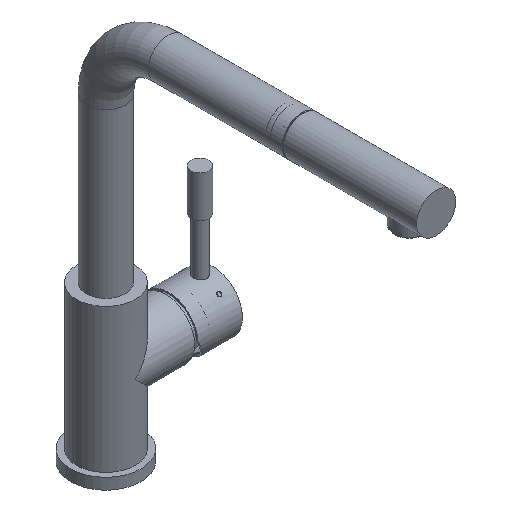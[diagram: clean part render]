
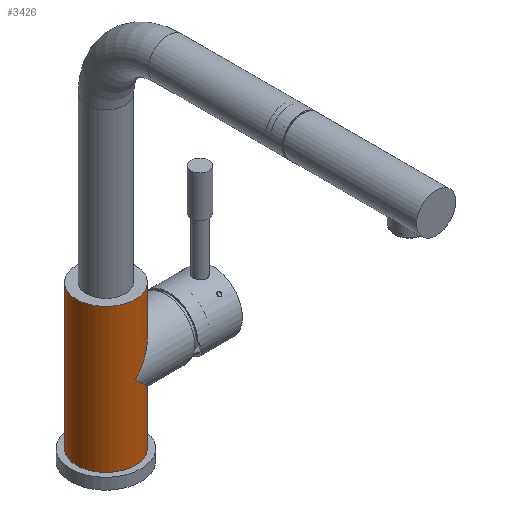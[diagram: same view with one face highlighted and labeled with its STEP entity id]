
A CAD part, isometric view. The second image highlights one B-rep face of the part: STEP entity #3426.
In plain terms, the highlighted cylindrical face has radius 22.5 mm (diameter 45 mm), a full revolution.
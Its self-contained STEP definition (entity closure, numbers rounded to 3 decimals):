
#162=FACE_BOUND('',#998,.T.);
#163=FACE_BOUND('',#999,.T.);
#196=ELLIPSE('',#3761,31.82,22.5);
#197=ELLIPSE('',#3762,31.82,22.5);
#198=ELLIPSE('',#3763,31.82,22.5);
#206=LINE('',#5432,#435);
#435=VECTOR('',#4229,22.5);
#663=B_SPLINE_CURVE_WITH_KNOTS('',3,(#5361,#5362,#5363,#5364,#5365,#5366,
#5367,#5368,#5369,#5370,#5371,#5372,#5373,#5374,#5375,#5376,#5377,#5378,
#5379,#5380,#5381,#5382,#5383,#5384,#5385,#5386,#5387,#5388,#5389,#5390,
#5391,#5392,#5393,#5394),.UNSPECIFIED.,.T.,.F.,(4,2,2,2,2,2,2,2,2,2,2,2,
2,2,2,2,4),(0.,0.075,0.151,0.226,0.302,
0.377,0.452,0.528,0.603,
0.678,0.754,0.829,0.905,
0.98,1.055,1.131,1.206),
 .UNSPECIFIED.);
#665=B_SPLINE_CURVE_WITH_KNOTS('',3,(#5437,#5438,#5439,#5440,#5441,#5442),
 .UNSPECIFIED.,.F.,.F.,(4,1,1,4),(0.,0.333,0.667,1.),
 .UNSPECIFIED.);
#666=B_SPLINE_CURVE_WITH_KNOTS('',3,(#5446,#5447,#5448,#5449,#5450,#5451),
 .UNSPECIFIED.,.F.,.F.,(4,1,1,4),(0.,0.333,0.667,1.),
 .UNSPECIFIED.);
#720=CYLINDRICAL_SURFACE('',#3760,22.5);
#799=FACE_OUTER_BOUND('',#997,.T.);
#997=EDGE_LOOP('',(#2331,#2332,#2333,#2334));
#998=EDGE_LOOP('',(#2335,#2336,#2337,#2338,#2339));
#999=EDGE_LOOP('',(#2340));
#1225=CIRCLE('',#3754,22.5);
#1227=CIRCLE('',#3758,22.5);
#1449=VERTEX_POINT('',#5351);
#1451=VERTEX_POINT('',#5357);
#1452=VERTEX_POINT('',#5360);
#1454=VERTEX_POINT('',#5433);
#1455=VERTEX_POINT('',#5434);
#1456=VERTEX_POINT('',#5436);
#1457=VERTEX_POINT('',#5443);
#1458=VERTEX_POINT('',#5445);
#1799=EDGE_CURVE('',#1449,#1449,#1225,.T.);
#1801=EDGE_CURVE('',#1451,#1451,#1227,.T.);
#1802=EDGE_CURVE('',#1452,#1452,#663,.T.);
#1805=EDGE_CURVE('',#1449,#1451,#206,.T.);
#1806=EDGE_CURVE('',#1454,#1455,#196,.T.);
#1807=EDGE_CURVE('',#1454,#1456,#665,.T.);
#1808=EDGE_CURVE('',#1456,#1457,#197,.T.);
#1809=EDGE_CURVE('',#1457,#1458,#666,.T.);
#1810=EDGE_CURVE('',#1455,#1458,#198,.T.);
#2331=ORIENTED_EDGE('',*,*,#1799,.T.);
#2332=ORIENTED_EDGE('',*,*,#1805,.T.);
#2333=ORIENTED_EDGE('',*,*,#1801,.T.);
#2334=ORIENTED_EDGE('',*,*,#1805,.F.);
#2335=ORIENTED_EDGE('',*,*,#1806,.F.);
#2336=ORIENTED_EDGE('',*,*,#1807,.T.);
#2337=ORIENTED_EDGE('',*,*,#1808,.T.);
#2338=ORIENTED_EDGE('',*,*,#1809,.T.);
#2339=ORIENTED_EDGE('',*,*,#1810,.F.);
#2340=ORIENTED_EDGE('',*,*,#1802,.T.);
#3426=ADVANCED_FACE('',(#799,#162,#163),#720,.T.);
#3754=AXIS2_PLACEMENT_3D('',#5352,#4214,#4215);
#3758=AXIS2_PLACEMENT_3D('',#5358,#4222,#4223);
#3760=AXIS2_PLACEMENT_3D('',#5431,#4227,#4228);
#3761=AXIS2_PLACEMENT_3D('',#5435,#4230,#4231);
#3762=AXIS2_PLACEMENT_3D('',#5444,#4232,#4233);
#3763=AXIS2_PLACEMENT_3D('',#5452,#4234,#4235);
#4214=DIRECTION('center_axis',(0.,-1.,0.));
#4215=DIRECTION('ref_axis',(-1.,0.,0.));
#4222=DIRECTION('center_axis',(0.,1.,0.));
#4223=DIRECTION('ref_axis',(-1.,0.,0.));
#4227=DIRECTION('center_axis',(0.,1.,0.));
#4228=DIRECTION('ref_axis',(1.,0.,0.));
#4229=DIRECTION('',(0.,-1.,0.));
#4230=DIRECTION('center_axis',(0.707,-0.707,0.));
#4231=DIRECTION('ref_axis',(-0.707,-0.707,0.));
#4232=DIRECTION('center_axis',(-0.707,-0.707,0.));
#4233=DIRECTION('ref_axis',(0.707,-0.707,0.));
#4234=DIRECTION('center_axis',(0.707,-0.707,0.));
#4235=DIRECTION('ref_axis',(-0.707,-0.707,0.));
#5351=CARTESIAN_POINT('',(-22.5,53.,0.));
#5352=CARTESIAN_POINT('Origin',(0.,53.,0.));
#5357=CARTESIAN_POINT('',(-22.5,-57.,0.));
#5358=CARTESIAN_POINT('Origin',(0.,-57.,0.));
#5360=CARTESIAN_POINT('',(-2.,45.,-22.411));
#5361=CARTESIAN_POINT('Ctrl Pts',(2.,45.,-22.411));
#5362=CARTESIAN_POINT('Ctrl Pts',(2.,45.251,-22.411));
#5363=CARTESIAN_POINT('Ctrl Pts',(1.95,45.519,-22.416));
#5364=CARTESIAN_POINT('Ctrl Pts',(1.746,46.012,-22.432));
#5365=CARTESIAN_POINT('Ctrl Pts',(1.592,46.237,-22.444));
#5366=CARTESIAN_POINT('Ctrl Pts',(1.237,46.592,-22.467));
#5367=CARTESIAN_POINT('Ctrl Pts',(1.012,46.746,-22.479));
#5368=CARTESIAN_POINT('Ctrl Pts',(0.519,46.95,-22.495));
#5369=CARTESIAN_POINT('Ctrl Pts',(0.251,47.,-22.5));
#5370=CARTESIAN_POINT('Ctrl Pts',(-0.251,47.,-22.5));
#5371=CARTESIAN_POINT('Ctrl Pts',(-0.519,46.95,-22.495));
#5372=CARTESIAN_POINT('Ctrl Pts',(-1.012,46.746,-22.479));
#5373=CARTESIAN_POINT('Ctrl Pts',(-1.237,46.592,-22.467));
#5374=CARTESIAN_POINT('Ctrl Pts',(-1.592,46.237,-22.444));
#5375=CARTESIAN_POINT('Ctrl Pts',(-1.746,46.012,-22.432));
#5376=CARTESIAN_POINT('Ctrl Pts',(-1.95,45.519,-22.416));
#5377=CARTESIAN_POINT('Ctrl Pts',(-2.,45.251,-22.411));
#5378=CARTESIAN_POINT('Ctrl Pts',(-2.,44.749,-22.411));
#5379=CARTESIAN_POINT('Ctrl Pts',(-1.95,44.481,-22.416));
#5380=CARTESIAN_POINT('Ctrl Pts',(-1.746,43.988,-22.432));
#5381=CARTESIAN_POINT('Ctrl Pts',(-1.592,43.763,-22.444));
#5382=CARTESIAN_POINT('Ctrl Pts',(-1.237,43.408,-22.467));
#5383=CARTESIAN_POINT('Ctrl Pts',(-1.012,43.254,-22.479));
#5384=CARTESIAN_POINT('Ctrl Pts',(-0.519,43.05,-22.495));
#5385=CARTESIAN_POINT('Ctrl Pts',(-0.251,43.,-22.5));
#5386=CARTESIAN_POINT('Ctrl Pts',(0.251,43.,-22.5));
#5387=CARTESIAN_POINT('Ctrl Pts',(0.519,43.05,-22.495));
#5388=CARTESIAN_POINT('Ctrl Pts',(1.012,43.254,-22.479));
#5389=CARTESIAN_POINT('Ctrl Pts',(1.237,43.408,-22.467));
#5390=CARTESIAN_POINT('Ctrl Pts',(1.592,43.763,-22.444));
#5391=CARTESIAN_POINT('Ctrl Pts',(1.746,43.988,-22.432));
#5392=CARTESIAN_POINT('Ctrl Pts',(1.95,44.481,-22.416));
#5393=CARTESIAN_POINT('Ctrl Pts',(2.,44.749,-22.411));
#5394=CARTESIAN_POINT('Ctrl Pts',(2.,45.,-22.411));
#5431=CARTESIAN_POINT('Origin',(0.,-62.,0.));
#5432=CARTESIAN_POINT('',(-22.5,-62.,0.));
#5433=CARTESIAN_POINT('',(0.354,0.354,-22.497));
#5434=CARTESIAN_POINT('',(22.5,22.5,0.));
#5435=CARTESIAN_POINT('Origin',(0.,0.,
0.));
#5436=CARTESIAN_POINT('',(0.354,-0.354,-22.497));
#5437=CARTESIAN_POINT('Ctrl Pts',(0.354,0.354,-22.497));
#5438=CARTESIAN_POINT('Ctrl Pts',(0.288,0.282,-22.498));
#5439=CARTESIAN_POINT('Ctrl Pts',(0.201,0.134,-22.5));
#5440=CARTESIAN_POINT('Ctrl Pts',(0.203,-0.137,
-22.5));
#5441=CARTESIAN_POINT('Ctrl Pts',(0.289,-0.283,
-22.498));
#5442=CARTESIAN_POINT('Ctrl Pts',(0.354,-0.354,
-22.497));
#5443=CARTESIAN_POINT('',(0.354,-0.354,22.497));
#5444=CARTESIAN_POINT('Origin',(0.,0.,
0.));
#5445=CARTESIAN_POINT('',(0.354,0.354,22.497));
#5446=CARTESIAN_POINT('Ctrl Pts',(0.354,-0.354,
22.497));
#5447=CARTESIAN_POINT('Ctrl Pts',(0.288,-0.282,
22.498));
#5448=CARTESIAN_POINT('Ctrl Pts',(0.201,-0.134,22.5));
#5449=CARTESIAN_POINT('Ctrl Pts',(0.203,0.137,22.5));
#5450=CARTESIAN_POINT('Ctrl Pts',(0.289,0.283,22.498));
#5451=CARTESIAN_POINT('Ctrl Pts',(0.354,0.354,22.497));
#5452=CARTESIAN_POINT('Origin',(0.,0.,
0.));
